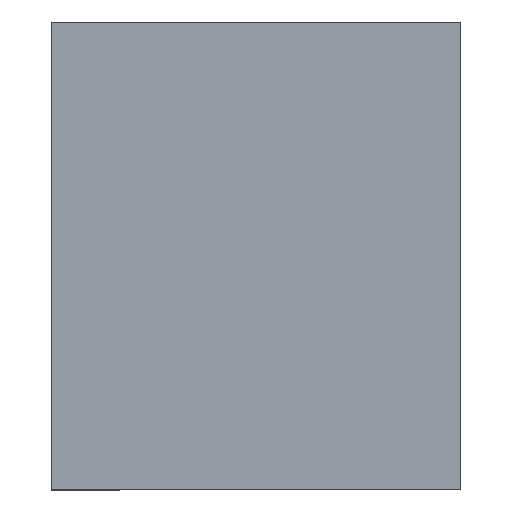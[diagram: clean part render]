
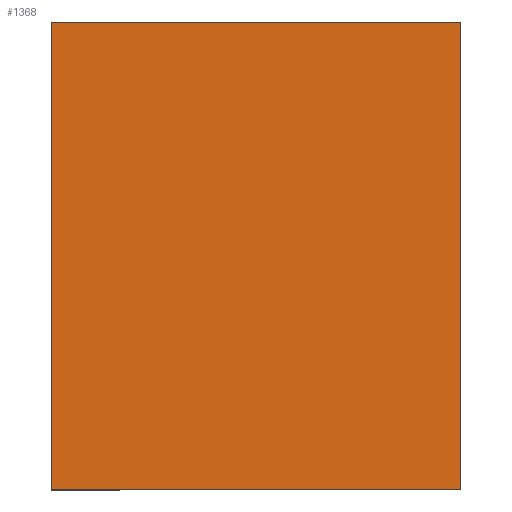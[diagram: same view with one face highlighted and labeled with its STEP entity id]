
A CAD part, left-side view. The second image highlights one B-rep face of the part: STEP entity #1368.
In plain terms, the highlighted planar face has unit normal (-1, 0, 0).
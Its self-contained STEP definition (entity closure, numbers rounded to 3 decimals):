
#872 = PLANE('',#873);
#873 = AXIS2_PLACEMENT_3D('',#874,#875,#876);
#874 = CARTESIAN_POINT('',(-18.6,-41.,13.7));
#875 = DIRECTION('',(0.,0.,-1.));
#876 = DIRECTION('',(1.,0.,0.));
#900 = PLANE('',#901);
#901 = AXIS2_PLACEMENT_3D('',#902,#903,#904);
#902 = CARTESIAN_POINT('',(-12.6,-29.,13.7));
#903 = DIRECTION('',(0.,-1.,0.));
#904 = DIRECTION('',(0.,0.,-1.));
#954 = PLANE('',#955);
#955 = AXIS2_PLACEMENT_3D('',#956,#957,#958);
#956 = CARTESIAN_POINT('',(-12.6,-41.,13.7));
#957 = DIRECTION('',(0.,-1.,0.));
#958 = DIRECTION('',(0.,0.,-1.));
#969 = EDGE_CURVE('',#970,#972,#974,.T.);
#970 = VERTEX_POINT('',#971);
#971 = CARTESIAN_POINT('',(-18.6,-41.,13.7));
#972 = VERTEX_POINT('',#973);
#973 = CARTESIAN_POINT('',(-18.6,-29.,13.7));
#974 = SURFACE_CURVE('',#975,(#979,#986),.PCURVE_S1.);
#975 = LINE('',#976,#977);
#976 = CARTESIAN_POINT('',(-18.6,-41.,13.7));
#977 = VECTOR('',#978,1.);
#978 = DIRECTION('',(0.,1.,0.));
#979 = PCURVE('',#872,#980);
#980 = DEFINITIONAL_REPRESENTATION('',(#981),#985);
#981 = LINE('',#982,#983);
#982 = CARTESIAN_POINT('',(0.,0.));
#983 = VECTOR('',#984,1.);
#984 = DIRECTION('',(0.,-1.));
#985 = ( GEOMETRIC_REPRESENTATION_CONTEXT(2) 
PARAMETRIC_REPRESENTATION_CONTEXT() REPRESENTATION_CONTEXT('2D SPACE',''
  ) );
#986 = PCURVE('',#987,#992);
#987 = PLANE('',#988);
#988 = AXIS2_PLACEMENT_3D('',#989,#990,#991);
#989 = CARTESIAN_POINT('',(-18.6,-41.,0.));
#990 = DIRECTION('',(1.,0.,0.));
#991 = DIRECTION('',(0.,0.,1.));
#992 = DEFINITIONAL_REPRESENTATION('',(#993),#997);
#993 = LINE('',#994,#995);
#994 = CARTESIAN_POINT('',(13.7,0.));
#995 = VECTOR('',#996,1.);
#996 = DIRECTION('',(0.,-1.));
#997 = ( GEOMETRIC_REPRESENTATION_CONTEXT(2) 
PARAMETRIC_REPRESENTATION_CONTEXT() REPRESENTATION_CONTEXT('2D SPACE',''
  ) );
#1182 = VERTEX_POINT('',#1183);
#1183 = CARTESIAN_POINT('',(-18.6,-41.,0.));
#1197 = PLANE('',#1198);
#1198 = AXIS2_PLACEMENT_3D('',#1199,#1200,#1201);
#1199 = CARTESIAN_POINT('',(-13.6,-41.,0.));
#1200 = DIRECTION('',(0.,0.,1.));
#1201 = DIRECTION('',(-1.,0.,0.));
#1209 = EDGE_CURVE('',#1182,#970,#1210,.T.);
#1210 = SURFACE_CURVE('',#1211,(#1215,#1222),.PCURVE_S1.);
#1211 = LINE('',#1212,#1213);
#1212 = CARTESIAN_POINT('',(-18.6,-41.,0.));
#1213 = VECTOR('',#1214,1.);
#1214 = DIRECTION('',(0.,0.,1.));
#1215 = PCURVE('',#954,#1216);
#1216 = DEFINITIONAL_REPRESENTATION('',(#1217),#1221);
#1217 = LINE('',#1218,#1219);
#1218 = CARTESIAN_POINT('',(13.7,-6.));
#1219 = VECTOR('',#1220,1.);
#1220 = DIRECTION('',(-1.,0.));
#1221 = ( GEOMETRIC_REPRESENTATION_CONTEXT(2) 
PARAMETRIC_REPRESENTATION_CONTEXT() REPRESENTATION_CONTEXT('2D SPACE',''
  ) );
#1222 = PCURVE('',#987,#1223);
#1223 = DEFINITIONAL_REPRESENTATION('',(#1224),#1228);
#1224 = LINE('',#1225,#1226);
#1225 = CARTESIAN_POINT('',(0.,0.));
#1226 = VECTOR('',#1227,1.);
#1227 = DIRECTION('',(1.,0.));
#1228 = ( GEOMETRIC_REPRESENTATION_CONTEXT(2) 
PARAMETRIC_REPRESENTATION_CONTEXT() REPRESENTATION_CONTEXT('2D SPACE',''
  ) );
#1295 = VERTEX_POINT('',#1296);
#1296 = CARTESIAN_POINT('',(-18.6,-29.,0.));
#1317 = EDGE_CURVE('',#1295,#972,#1318,.T.);
#1318 = SURFACE_CURVE('',#1319,(#1323,#1330),.PCURVE_S1.);
#1319 = LINE('',#1320,#1321);
#1320 = CARTESIAN_POINT('',(-18.6,-29.,0.));
#1321 = VECTOR('',#1322,1.);
#1322 = DIRECTION('',(0.,0.,1.));
#1323 = PCURVE('',#900,#1324);
#1324 = DEFINITIONAL_REPRESENTATION('',(#1325),#1329);
#1325 = LINE('',#1326,#1327);
#1326 = CARTESIAN_POINT('',(13.7,-6.));
#1327 = VECTOR('',#1328,1.);
#1328 = DIRECTION('',(-1.,0.));
#1329 = ( GEOMETRIC_REPRESENTATION_CONTEXT(2) 
PARAMETRIC_REPRESENTATION_CONTEXT() REPRESENTATION_CONTEXT('2D SPACE',''
  ) );
#1330 = PCURVE('',#987,#1331);
#1331 = DEFINITIONAL_REPRESENTATION('',(#1332),#1336);
#1332 = LINE('',#1333,#1334);
#1333 = CARTESIAN_POINT('',(0.,-12.));
#1334 = VECTOR('',#1335,1.);
#1335 = DIRECTION('',(1.,0.));
#1336 = ( GEOMETRIC_REPRESENTATION_CONTEXT(2) 
PARAMETRIC_REPRESENTATION_CONTEXT() REPRESENTATION_CONTEXT('2D SPACE',''
  ) );
#1368 = ADVANCED_FACE('',(#1369),#987,.F.);
#1369 = FACE_BOUND('',#1370,.F.);
#1370 = EDGE_LOOP('',(#1371,#1392,#1393,#1394));
#1371 = ORIENTED_EDGE('',*,*,#1372,.T.);
#1372 = EDGE_CURVE('',#1182,#1295,#1373,.T.);
#1373 = SURFACE_CURVE('',#1374,(#1378,#1385),.PCURVE_S1.);
#1374 = LINE('',#1375,#1376);
#1375 = CARTESIAN_POINT('',(-18.6,-41.,0.));
#1376 = VECTOR('',#1377,1.);
#1377 = DIRECTION('',(0.,1.,0.));
#1378 = PCURVE('',#987,#1379);
#1379 = DEFINITIONAL_REPRESENTATION('',(#1380),#1384);
#1380 = LINE('',#1381,#1382);
#1381 = CARTESIAN_POINT('',(0.,0.));
#1382 = VECTOR('',#1383,1.);
#1383 = DIRECTION('',(0.,-1.));
#1384 = ( GEOMETRIC_REPRESENTATION_CONTEXT(2) 
PARAMETRIC_REPRESENTATION_CONTEXT() REPRESENTATION_CONTEXT('2D SPACE',''
  ) );
#1385 = PCURVE('',#1197,#1386);
#1386 = DEFINITIONAL_REPRESENTATION('',(#1387),#1391);
#1387 = LINE('',#1388,#1389);
#1388 = CARTESIAN_POINT('',(5.,0.));
#1389 = VECTOR('',#1390,1.);
#1390 = DIRECTION('',(0.,-1.));
#1391 = ( GEOMETRIC_REPRESENTATION_CONTEXT(2) 
PARAMETRIC_REPRESENTATION_CONTEXT() REPRESENTATION_CONTEXT('2D SPACE',''
  ) );
#1392 = ORIENTED_EDGE('',*,*,#1317,.T.);
#1393 = ORIENTED_EDGE('',*,*,#969,.F.);
#1394 = ORIENTED_EDGE('',*,*,#1209,.F.);
